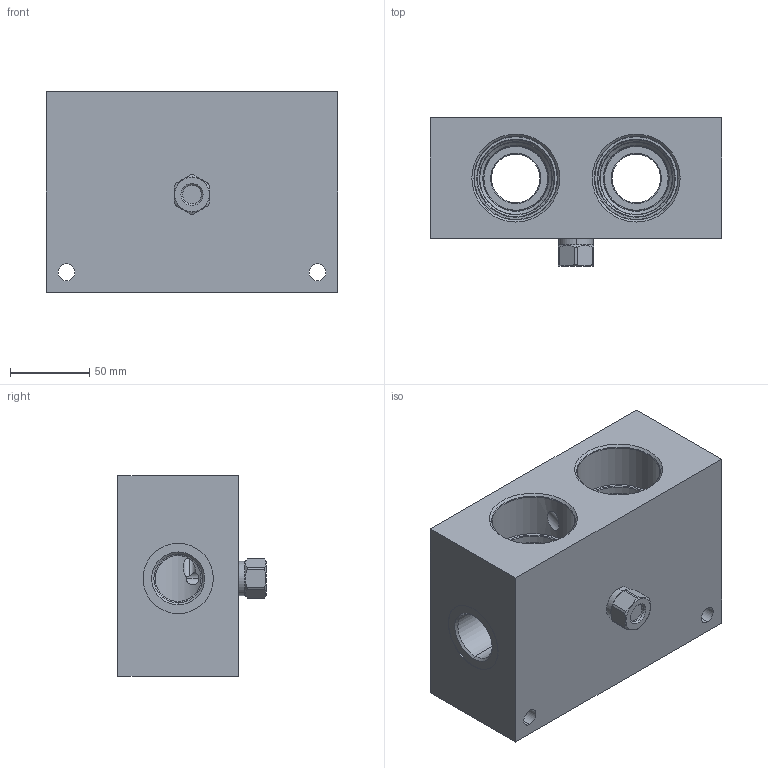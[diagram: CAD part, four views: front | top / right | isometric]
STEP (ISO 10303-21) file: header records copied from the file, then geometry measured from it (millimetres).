
FILE_DESCRIPTION((''),'2;1');
FILE_NAME('YNX_ASM','2024-06-12T',('ProEService'),(''),'PRO/ENGINEER BY PARAMETRIC TECHNOLOGY CORPORATION, 2014200','PRO/ENGINEER BY PARAMETRIC TECHNOLOGY CORPORATION, 2014200','');
FILE_SCHEMA(('CONFIG_CONTROL_DESIGN'));
Length unit declared in the file: inch
Products named in the file (3): 152-825-005; CSAABXN; YNX_ASM
Assembly tree (2 placements, depth 2):
  YNX_ASM
    152-825-005
    CSAABXN
Bounding box: 184.15 x 93.68 x 127 mm (x, y, z)
Volume: 1329405.8 mm3; surface area: 144822.7 mm2
Topology: 3 solids, 5 shells, 311 faces, 929 edges, 744 vertices
Faces by surface type: cylinder 136, cone 85, plane 46, torus 38, revolution 6
Entity records: 11755 total; most frequent: CARTESIAN_POINT 3313, DIRECTION 1881, ORIENTED_EDGE 1412, AXIS2_PLACEMENT_3D 708, EDGE_CURVE 706, VECTOR 459, LINE 459, VERTEX_POINT 423
